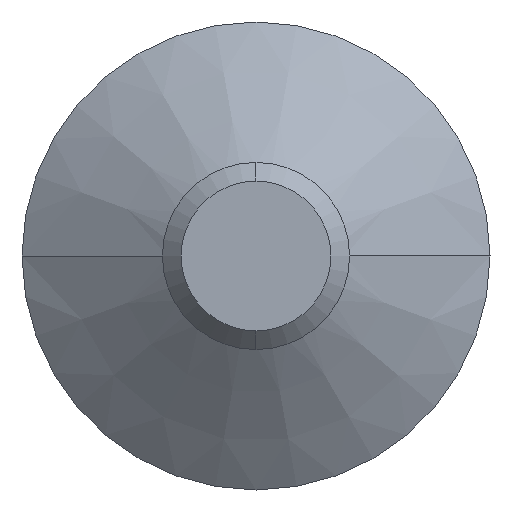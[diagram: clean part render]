
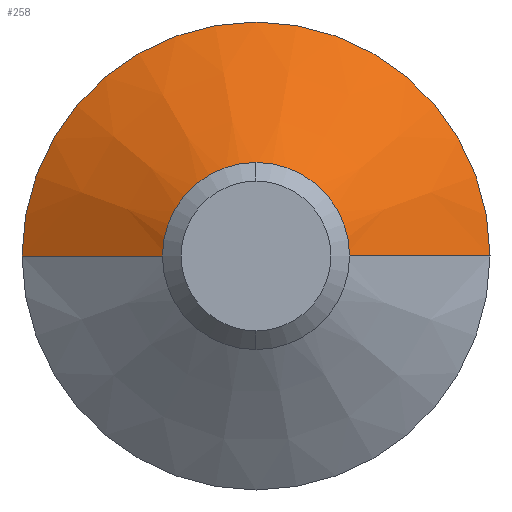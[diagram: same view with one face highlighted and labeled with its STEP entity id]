
A CAD part, left-side view. The second image highlights one B-rep face of the part: STEP entity #258.
In plain terms, the highlighted conical face has half-angle 55 degrees and reference radius 12.5 mm.
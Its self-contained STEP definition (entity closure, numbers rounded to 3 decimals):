
#3 = EDGE_CURVE ( 'NONE', #516, #605, #177, .T. ) ;
#12 = FACE_OUTER_BOUND ( 'NONE', #72, .T. ) ;
#16 = EDGE_CURVE ( 'NONE', #373, #448, #552, .T. ) ;
#17 = ORIENTED_EDGE ( 'NONE', *, *, #3, .T. ) ;
#35 = ORIENTED_EDGE ( 'NONE', *, *, #16, .F. ) ;
#36 = CARTESIAN_POINT ( 'NONE',  ( 52.4, 0., 0. ) ) ;
#37 = EDGE_CURVE ( 'NONE', #373, #516, #459, .T. ) ;
#39 = AXIS2_PLACEMENT_3D ( 'NONE', #369, #63, #216 ) ;
#50 = AXIS2_PLACEMENT_3D ( 'NONE', #382, #78, #280 ) ;
#63 = DIRECTION ( 'NONE',  ( 1., 0., 0. ) ) ;
#72 = EDGE_LOOP ( 'NONE', ( #17, #508, #626, #35, #158 ) ) ;
#75 = EDGE_CURVE ( 'NONE', #605, #142, #570, .T. ) ;
#78 = DIRECTION ( 'NONE',  ( 1., 0., 0. ) ) ;
#101 = AXIS2_PLACEMENT_3D ( 'NONE', #36, #586, #277 ) ;
#119 = EDGE_CURVE ( 'NONE', #448, #142, #402, .T. ) ;
#142 = VERTEX_POINT ( 'NONE', #649 ) ;
#158 = ORIENTED_EDGE ( 'NONE', *, *, #37, .T. ) ;
#161 = AXIS2_PLACEMENT_3D ( 'NONE', #189, #540, #242 ) ;
#172 = CARTESIAN_POINT ( 'NONE',  ( 46.973, 4.75, 0. ) ) ;
#177 = CIRCLE ( 'NONE', #50, 4.75 ) ;
#178 = CARTESIAN_POINT ( 'NONE',  ( 52.4, -12.5, 0. ) ) ;
#189 = CARTESIAN_POINT ( 'NONE',  ( 52.4, 0., 0. ) ) ;
#215 = CARTESIAN_POINT ( 'NONE',  ( 46.973, 0., 4.75 ) ) ;
#216 = DIRECTION ( 'NONE',  ( 0., 1., 0. ) ) ;
#242 = DIRECTION ( 'NONE',  ( 0., 1., 0. ) ) ;
#258 = ADVANCED_FACE ( 'NONE', ( #12 ), #600, .T. ) ;
#273 = DIRECTION ( 'NONE',  ( 0.574, -0.819, 0. ) ) ;
#277 = DIRECTION ( 'NONE',  ( 0., 1., 0. ) ) ;
#280 = DIRECTION ( 'NONE',  ( 0., 1., 0. ) ) ;
#369 = CARTESIAN_POINT ( 'NONE',  ( 46.973, 0., 0. ) ) ;
#373 = VERTEX_POINT ( 'NONE', #172 ) ;
#382 = CARTESIAN_POINT ( 'NONE',  ( 46.973, 0., 0. ) ) ;
#402 = CIRCLE ( 'NONE', #161, 12.5 ) ;
#435 = DIRECTION ( 'NONE',  ( 0.574, 0.819, 0. ) ) ;
#448 = VERTEX_POINT ( 'NONE', #517 ) ;
#459 = CIRCLE ( 'NONE', #39, 4.75 ) ;
#485 = VECTOR ( 'NONE', #435, 1000. ) ;
#508 = ORIENTED_EDGE ( 'NONE', *, *, #75, .T. ) ;
#516 = VERTEX_POINT ( 'NONE', #215 ) ;
#517 = CARTESIAN_POINT ( 'NONE',  ( 52.4, 12.5, 0. ) ) ;
#540 = DIRECTION ( 'NONE',  ( 1., 0., 0. ) ) ;
#552 = LINE ( 'NONE', #636, #485 ) ;
#570 = LINE ( 'NONE', #178, #606 ) ;
#586 = DIRECTION ( 'NONE',  ( 1., 0., 0. ) ) ;
#600 = CONICAL_SURFACE ( 'NONE', #101, 12.5, 0.96 ) ;
#605 = VERTEX_POINT ( 'NONE', #633 ) ;
#606 = VECTOR ( 'NONE', #273, 1000. ) ;
#626 = ORIENTED_EDGE ( 'NONE', *, *, #119, .F. ) ;
#633 = CARTESIAN_POINT ( 'NONE',  ( 46.973, -4.75, 0. ) ) ;
#636 = CARTESIAN_POINT ( 'NONE',  ( 52.4, 12.5, 0. ) ) ;
#649 = CARTESIAN_POINT ( 'NONE',  ( 52.4, -12.5, 0. ) ) ;
